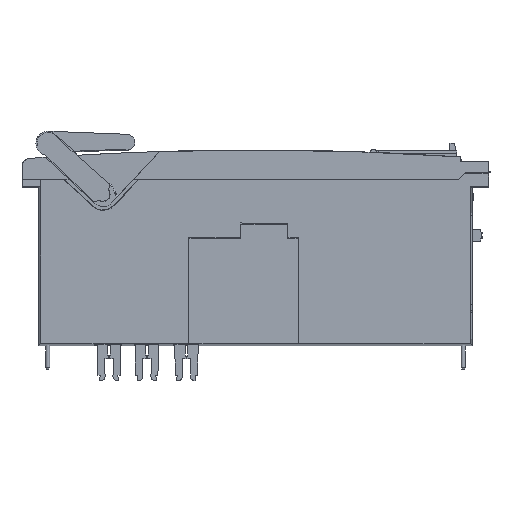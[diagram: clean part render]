
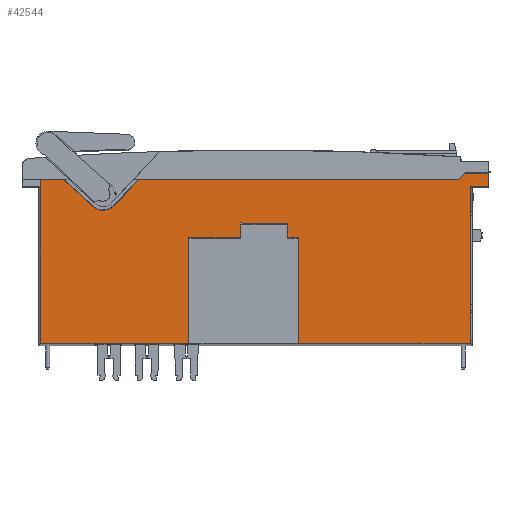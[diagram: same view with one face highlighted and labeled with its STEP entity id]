
A CAD part, front view. The second image highlights one B-rep face of the part: STEP entity #42544.
In plain terms, the highlighted planar face has unit normal (0, -1, 0).
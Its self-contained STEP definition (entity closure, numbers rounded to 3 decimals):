
#41295=DIRECTION('',(-1.,0.,0.));
#41296=VECTOR('',#41295,216.881);
#41297=CARTESIAN_POINT('',(504.467,-211.964,
-136.759));
#41298=LINE('',#41297,#41296);
#41299=DIRECTION('',(-1.,0.001,0.));
#41300=VECTOR('',#41299,13.48);
#41301=CARTESIAN_POINT('',(287.585,-211.911,
-3.234));
#41302=LINE('',#41301,#41300);
#41303=DIRECTION('',(0.,0.,1.));
#41304=VECTOR('',#41303,17.924);
#41305=CARTESIAN_POINT('',(274.105,-211.904,
-3.234));
#41306=LINE('',#41305,#41304);
#41307=DIRECTION('',(-1.,0.,0.014));
#41308=VECTOR('',#41307,60.037);
#41309=CARTESIAN_POINT('',(274.105,-211.903,
14.69));
#41310=LINE('',#41309,#41308);
#41311=DIRECTION('',(0.,0.,-1.));
#41312=VECTOR('',#41311,133.525);
#41313=CARTESIAN_POINT('',(148.585,-211.858,
-3.234));
#41314=LINE('',#41313,#41312);
#41315=DIRECTION('',(-1.,0.,0.));
#41316=VECTOR('',#41315,186.878);
#41317=CARTESIAN_POINT('',(148.586,-211.848,
-136.759));
#41318=LINE('',#41317,#41316);
#41319=DIRECTION('',(0.,0.,1.));
#41320=VECTOR('',#41319,204.646);
#41321=CARTESIAN_POINT('',(-38.292,-211.813,
-136.758));
#41322=LINE('',#41321,#41320);
#41323=DIRECTION('',(0.,0.003,1.));
#41324=VECTOR('',#41323,1.63);
#41325=CARTESIAN_POINT('',(-38.293,-211.804,
67.888));
#41326=LINE('',#41325,#41324);
#41327=DIRECTION('',(0.523,0.,0.852));
#41328=VECTOR('',#41327,0.567);
#41329=CARTESIAN_POINT('',(-38.293,-211.799,
69.518));
#41330=LINE('',#41329,#41328);
#41331=DIRECTION('',(1.,0.,0.));
#41332=VECTOR('',#41331,29.222);
#41333=CARTESIAN_POINT('',(-37.996,-211.8,
70.002));
#41334=LINE('',#41333,#41332);
#41335=DIRECTION('',(0.731,0.,-0.682));
#41336=VECTOR('',#41335,48.509);
#41337=CARTESIAN_POINT('',(-8.774,-211.809,
70.002));
#41338=LINE('',#41337,#41336);
#41339=CARTESIAN_POINT('',(26.703,-211.821,
36.919));
#41340=CARTESIAN_POINT('',(28.62,-211.822,
35.376));
#41341=CARTESIAN_POINT('',(32.254,-211.823,
32.928));
#41342=CARTESIAN_POINT('',(36.014,-211.824,
31.868));
#41343=CARTESIAN_POINT('',(41.345,-211.826,
31.312));
#41344=CARTESIAN_POINT('',(46.27,-211.827,
32.284));
#41345=CARTESIAN_POINT('',(50.082,-211.829,
33.733));
#41346=CARTESIAN_POINT('',(53.335,-211.83,
36.319));
#41347=CARTESIAN_POINT('',(55.019,-211.83,
37.908));
#41349=DIRECTION('',(0.682,0.,0.731));
#41350=VECTOR('',#41349,43.894);
#41351=CARTESIAN_POINT('',(55.019,-211.83,
37.908));
#41352=LINE('',#41351,#41350);
#41353=DIRECTION('',(1.,0.,0.));
#41354=VECTOR('',#41353,404.6);
#41355=CARTESIAN_POINT('',(84.962,-211.84,
70.002));
#41356=LINE('',#41355,#41354);
#41357=DIRECTION('',(0.71,0.,0.705));
#41358=VECTOR('',#41357,10.863);
#41359=CARTESIAN_POINT('',(489.562,-211.974,
70.002));
#41360=LINE('',#41359,#41358);
#41361=DIRECTION('',(1.,0.,0.));
#41362=VECTOR('',#41361,29.949);
#41363=CARTESIAN_POINT('',(497.27,-211.976,
77.655));
#41364=LINE('',#41363,#41362);
#41369=DIRECTION('',(0.,0.,1.));
#41370=VECTOR('',#41369,198.136);
#41371=CARTESIAN_POINT('',(504.467,-211.964,
-136.759));
#41372=LINE('',#41371,#41370);
#41401=DIRECTION('',(1.,0.,0.));
#41402=VECTOR('',#41401,22.754);
#41403=CARTESIAN_POINT('',(504.466,-211.975,
61.377));
#41404=LINE('',#41403,#41402);
#41436=DIRECTION('',(0.,0.,1.));
#41437=VECTOR('',#41436,16.279);
#41438=CARTESIAN_POINT('',(527.22,-211.986,
61.377));
#41439=LINE('',#41438,#41437);
#41448=DIRECTION('',(0.,0.,-1.));
#41449=VECTOR('',#41448,133.524);
#41450=CARTESIAN_POINT('',(287.585,-211.911,
-3.234));
#41451=LINE('',#41450,#41449);
#41492=DIRECTION('',(1.,0.,0.));
#41493=VECTOR('',#41492,65.489);
#41494=CARTESIAN_POINT('',(148.585,-211.858,
-3.234));
#41495=LINE('',#41494,#41493);
#41496=DIRECTION('',(0.,0.,1.));
#41497=VECTOR('',#41496,18.789);
#41498=CARTESIAN_POINT('',(214.074,-211.882,
-3.234));
#41499=LINE('',#41498,#41497);
#41808=CARTESIAN_POINT('',(-38.293,-211.804,
67.888));
#41809=VERTEX_POINT('',#41808);
#41879=CARTESIAN_POINT('',(-38.293,-211.799,
69.518));
#41880=VERTEX_POINT('',#41879);
#41881=CARTESIAN_POINT('',(-37.996,-211.8,
70.002));
#41882=VERTEX_POINT('',#41881);
#41883=CARTESIAN_POINT('',(-8.774,-211.809,
70.002));
#41884=VERTEX_POINT('',#41883);
#41885=CARTESIAN_POINT('',(26.703,-211.821,
36.919));
#41886=VERTEX_POINT('',#41885);
#41887=VERTEX_POINT('',#41347);
#41888=CARTESIAN_POINT('',(84.962,-211.84,
70.002));
#41889=VERTEX_POINT('',#41888);
#41890=CARTESIAN_POINT('',(489.562,-211.974,
70.002));
#41891=VERTEX_POINT('',#41890);
#41892=CARTESIAN_POINT('',(497.27,-211.976,
77.655));
#41893=VERTEX_POINT('',#41892);
#41894=CARTESIAN_POINT('',(527.22,-211.986,
77.655));
#41895=VERTEX_POINT('',#41894);
#41957=CARTESIAN_POINT('',(-38.292,-211.813,
-136.758));
#41958=VERTEX_POINT('',#41957);
#41959=CARTESIAN_POINT('',(504.467,-211.964,
-136.759));
#41960=CARTESIAN_POINT('',(287.586,-211.923,
-136.758));
#41961=VERTEX_POINT('',#41959);
#41962=VERTEX_POINT('',#41960);
#41963=CARTESIAN_POINT('',(148.586,-211.848,
-136.759));
#41964=VERTEX_POINT('',#41963);
#41969=CARTESIAN_POINT('',(504.466,-211.975,
61.377));
#41970=VERTEX_POINT('',#41969);
#41971=CARTESIAN_POINT('',(287.585,-211.911,
-3.234));
#41972=VERTEX_POINT('',#41971);
#41973=CARTESIAN_POINT('',(274.105,-211.904,
-3.234));
#41974=VERTEX_POINT('',#41973);
#41975=CARTESIAN_POINT('',(274.105,-211.903,
14.69));
#41976=VERTEX_POINT('',#41975);
#41977=CARTESIAN_POINT('',(214.074,-211.883,
15.555));
#41978=VERTEX_POINT('',#41977);
#41979=CARTESIAN_POINT('',(214.074,-211.882,
-3.234));
#41980=VERTEX_POINT('',#41979);
#41981=CARTESIAN_POINT('',(148.585,-211.858,
-3.234));
#41982=VERTEX_POINT('',#41981);
#41983=CARTESIAN_POINT('',(527.22,-211.986,
61.377));
#41984=VERTEX_POINT('',#41983);
#42496=CARTESIAN_POINT('',(-40.914,-211.799,
-139.379));
#42497=DIRECTION('',(0.,-1.,0.));
#42498=DIRECTION('',(1.,0.,0.));
#42499=AXIS2_PLACEMENT_3D('',#42496,#42497,#42498);
#42500=PLANE('',#42499);
#42502=ORIENTED_EDGE('',*,*,#42501,.F.);
#42503=ORIENTED_EDGE('',*,*,#42472,.T.);
#42505=ORIENTED_EDGE('',*,*,#42504,.F.);
#42507=ORIENTED_EDGE('',*,*,#42506,.T.);
#42509=ORIENTED_EDGE('',*,*,#42508,.T.);
#42511=ORIENTED_EDGE('',*,*,#42510,.T.);
#42513=ORIENTED_EDGE('',*,*,#42512,.F.);
#42515=ORIENTED_EDGE('',*,*,#42514,.F.);
#42517=ORIENTED_EDGE('',*,*,#42516,.T.);
#42518=ORIENTED_EDGE('',*,*,#42464,.T.);
#42519=ORIENTED_EDGE('',*,*,#42370,.T.);
#42521=ORIENTED_EDGE('',*,*,#42520,.T.);
#42523=ORIENTED_EDGE('',*,*,#42522,.T.);
#42525=ORIENTED_EDGE('',*,*,#42524,.T.);
#42527=ORIENTED_EDGE('',*,*,#42526,.T.);
#42529=ORIENTED_EDGE('',*,*,#42528,.T.);
#42531=ORIENTED_EDGE('',*,*,#42530,.T.);
#42533=ORIENTED_EDGE('',*,*,#42532,.T.);
#42535=ORIENTED_EDGE('',*,*,#42534,.T.);
#42537=ORIENTED_EDGE('',*,*,#42536,.T.);
#42539=ORIENTED_EDGE('',*,*,#42538,.F.);
#42541=ORIENTED_EDGE('',*,*,#42540,.F.);
#42542=EDGE_LOOP('',(#42502,#42503,#42505,#42507,#42509,#42511,#42513,#42515,
#42517,#42518,#42519,#42521,#42523,#42525,#42527,#42529,#42531,#42533,#42535,
#42537,#42539,#42541));
#42543=FACE_OUTER_BOUND('',#42542,.F.);
#41348=B_SPLINE_CURVE_WITH_KNOTS('',3,(#41339,#41340,#41341,#41342,#41343,
#41344,#41345,#41346,#41347),.UNSPECIFIED.,.F.,.F.,(4,1,1,1,1,1,4),(0.,
0.167,0.333,0.5,0.667,0.833,
1.),.UNSPECIFIED.);
#42370=EDGE_CURVE('',#41958,#41809,#41322,.T.);
#42464=EDGE_CURVE('',#41964,#41958,#41318,.T.);
#42472=EDGE_CURVE('',#41961,#41962,#41298,.T.);
#42501=EDGE_CURVE('',#41961,#41970,#41372,.T.);
#42504=EDGE_CURVE('',#41972,#41962,#41451,.T.);
#42506=EDGE_CURVE('',#41972,#41974,#41302,.T.);
#42508=EDGE_CURVE('',#41974,#41976,#41306,.T.);
#42510=EDGE_CURVE('',#41976,#41978,#41310,.T.);
#42512=EDGE_CURVE('',#41980,#41978,#41499,.T.);
#42514=EDGE_CURVE('',#41982,#41980,#41495,.T.);
#42516=EDGE_CURVE('',#41982,#41964,#41314,.T.);
#42520=EDGE_CURVE('',#41809,#41880,#41326,.T.);
#42522=EDGE_CURVE('',#41880,#41882,#41330,.T.);
#42524=EDGE_CURVE('',#41882,#41884,#41334,.T.);
#42526=EDGE_CURVE('',#41884,#41886,#41338,.T.);
#42528=EDGE_CURVE('',#41886,#41887,#41348,.T.);
#42530=EDGE_CURVE('',#41887,#41889,#41352,.T.);
#42532=EDGE_CURVE('',#41889,#41891,#41356,.T.);
#42534=EDGE_CURVE('',#41891,#41893,#41360,.T.);
#42536=EDGE_CURVE('',#41893,#41895,#41364,.T.);
#42538=EDGE_CURVE('',#41984,#41895,#41439,.T.);
#42540=EDGE_CURVE('',#41970,#41984,#41404,.T.);
#42544=ADVANCED_FACE('',(#42543),#42500,.T.);
